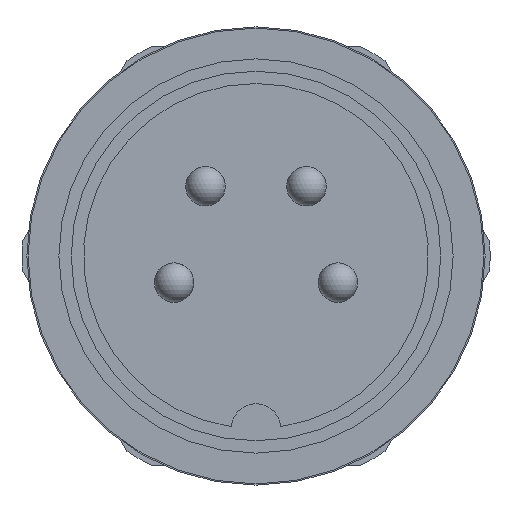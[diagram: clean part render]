
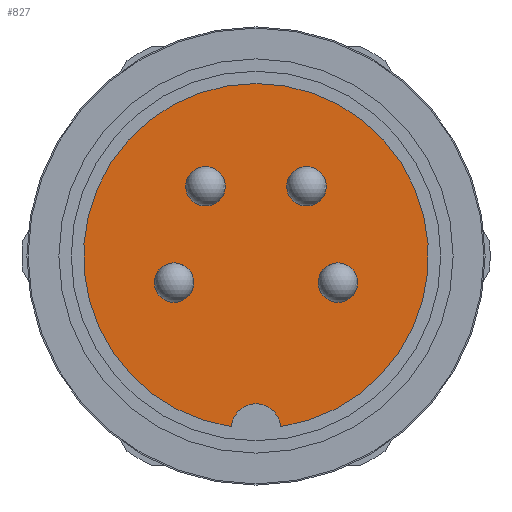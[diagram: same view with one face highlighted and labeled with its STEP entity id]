
A CAD part, front view. The second image highlights one B-rep face of the part: STEP entity #827.
In plain terms, the highlighted planar face has unit normal (0, -1, 0).
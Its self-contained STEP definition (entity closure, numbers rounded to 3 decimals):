
#533=CARTESIAN_POINT('',(2.85,-22.0,2.83));
#534=VERTEX_POINT('',#533);
#543=CARTESIAN_POINT('',(1.25,-22.0,2.83));
#544=VERTEX_POINT('',#543);
#545=CARTESIAN_POINT('',(2.05,-22.0,2.83));
#546=DIRECTION('',(0.0,1.0,0.0));
#547=DIRECTION('',(1.0,0.0,0.0));
#548=AXIS2_PLACEMENT_3D('',#545,#546,#547);
#549=CIRCLE('',#548,0.8);
#550=EDGE_CURVE('',#544,#534,#549,.T.);
#575=CARTESIAN_POINT('',(-1.25,-22.0,2.83));
#576=VERTEX_POINT('',#575);
#585=CARTESIAN_POINT('',(-2.85,-22.0,2.83));
#586=VERTEX_POINT('',#585);
#587=CARTESIAN_POINT('',(-2.05,-22.0,2.83));
#588=DIRECTION('',(0.0,1.0,0.0));
#589=DIRECTION('',(1.0,0.0,0.0));
#590=AXIS2_PLACEMENT_3D('',#587,#588,#589);
#591=CIRCLE('',#590,0.8);
#592=EDGE_CURVE('',#586,#576,#591,.T.);
#617=CARTESIAN_POINT('',(-2.525,-22.0,-1.08));
#618=VERTEX_POINT('',#617);
#627=CARTESIAN_POINT('',(-4.125,-22.0,-1.08));
#628=VERTEX_POINT('',#627);
#629=CARTESIAN_POINT('',(-3.325,-22.0,-1.08));
#630=DIRECTION('',(0.0,1.0,0.0));
#631=DIRECTION('',(1.0,0.0,0.0));
#632=AXIS2_PLACEMENT_3D('',#629,#630,#631);
#633=CIRCLE('',#632,0.8);
#634=EDGE_CURVE('',#628,#618,#633,.T.);
#659=CARTESIAN_POINT('',(4.125,-22.0,-1.08));
#660=VERTEX_POINT('',#659);
#669=CARTESIAN_POINT('',(2.525,-22.0,-1.08));
#670=VERTEX_POINT('',#669);
#671=CARTESIAN_POINT('',(3.325,-22.0,-1.08));
#672=DIRECTION('',(0.0,1.0,0.0));
#673=DIRECTION('',(1.0,0.0,0.0));
#674=AXIS2_PLACEMENT_3D('',#671,#672,#673);
#675=CIRCLE('',#674,0.8);
#676=EDGE_CURVE('',#670,#660,#675,.T.);
#703=CARTESIAN_POINT('',(0.,-22.0,7.));
#704=VERTEX_POINT('',#703);
#720=CARTESIAN_POINT('',(-0.997,-22.0,-6.929));
#721=VERTEX_POINT('',#720);
#728=CARTESIAN_POINT('',(0.0,-22.0,0.0));
#729=DIRECTION('',(0.0,1.0,0.0));
#730=DIRECTION('',(0.0,0.0,1.0));
#731=AXIS2_PLACEMENT_3D('',#728,#729,#730);
#732=CIRCLE('',#731,7.);
#733=EDGE_CURVE('',#721,#704,#732,.T.);
#752=CARTESIAN_POINT('',(0.997,-22.0,-6.929));
#753=VERTEX_POINT('',#752);
#760=CARTESIAN_POINT('',(0.0,-22.0,-7.));
#761=DIRECTION('',(0.0,1.0,0.0));
#762=DIRECTION('',(-0.997,0.0,0.071));
#763=AXIS2_PLACEMENT_3D('',#760,#761,#762);
#764=CIRCLE('',#763,1.0);
#765=EDGE_CURVE('',#721,#753,#764,.T.);
#771=CARTESIAN_POINT('',(0.0,-22.0,3.5));
#772=DIRECTION('',(0.0,-1.0,0.0));
#773=DIRECTION('',(0.0,0.0,-1.0));
#774=AXIS2_PLACEMENT_3D('',#771,#772,#773);
#775=PLANE('',#774);
#776=ORIENTED_EDGE('',*,*,#765,.T.);
#777=CARTESIAN_POINT('',(0.0,-22.0,0.0));
#778=DIRECTION('',(0.0,1.0,0.0));
#779=DIRECTION('',(0.0,0.0,1.0));
#780=AXIS2_PLACEMENT_3D('',#777,#778,#779);
#781=CIRCLE('',#780,7.);
#782=EDGE_CURVE('',#704,#753,#781,.T.);
#783=ORIENTED_EDGE('',*,*,#782,.F.);
#784=ORIENTED_EDGE('',*,*,#733,.F.);
#785=EDGE_LOOP('',(#776,#783,#784));
#786=FACE_OUTER_BOUND('',#785,.T.);
#787=ORIENTED_EDGE('',*,*,#550,.T.);
#788=CARTESIAN_POINT('',(2.05,-22.0,2.83));
#789=DIRECTION('',(0.0,1.0,0.0));
#790=DIRECTION('',(1.0,0.0,0.0));
#791=AXIS2_PLACEMENT_3D('',#788,#789,#790);
#792=CIRCLE('',#791,0.8);
#793=EDGE_CURVE('',#534,#544,#792,.T.);
#794=ORIENTED_EDGE('',*,*,#793,.T.);
#795=EDGE_LOOP('',(#787,#794));
#796=FACE_BOUND('',#795,.T.);
#797=ORIENTED_EDGE('',*,*,#676,.T.);
#798=CARTESIAN_POINT('',(3.325,-22.0,-1.08));
#799=DIRECTION('',(0.0,1.0,0.0));
#800=DIRECTION('',(1.0,0.0,0.0));
#801=AXIS2_PLACEMENT_3D('',#798,#799,#800);
#802=CIRCLE('',#801,0.8);
#803=EDGE_CURVE('',#660,#670,#802,.T.);
#804=ORIENTED_EDGE('',*,*,#803,.T.);
#805=EDGE_LOOP('',(#797,#804));
#806=FACE_BOUND('',#805,.T.);
#807=ORIENTED_EDGE('',*,*,#634,.T.);
#808=CARTESIAN_POINT('',(-3.325,-22.0,-1.08));
#809=DIRECTION('',(0.0,1.0,0.0));
#810=DIRECTION('',(1.0,0.0,0.0));
#811=AXIS2_PLACEMENT_3D('',#808,#809,#810);
#812=CIRCLE('',#811,0.8);
#813=EDGE_CURVE('',#618,#628,#812,.T.);
#814=ORIENTED_EDGE('',*,*,#813,.T.);
#815=EDGE_LOOP('',(#807,#814));
#816=FACE_BOUND('',#815,.T.);
#817=ORIENTED_EDGE('',*,*,#592,.T.);
#818=CARTESIAN_POINT('',(-2.05,-22.0,2.83));
#819=DIRECTION('',(0.0,1.0,0.0));
#820=DIRECTION('',(1.0,0.0,0.0));
#821=AXIS2_PLACEMENT_3D('',#818,#819,#820);
#822=CIRCLE('',#821,0.8);
#823=EDGE_CURVE('',#576,#586,#822,.T.);
#824=ORIENTED_EDGE('',*,*,#823,.T.);
#825=EDGE_LOOP('',(#817,#824));
#826=FACE_BOUND('',#825,.T.);
#827=ADVANCED_FACE('',(#786,#796,#806,#816,#826),#775,.T.);
